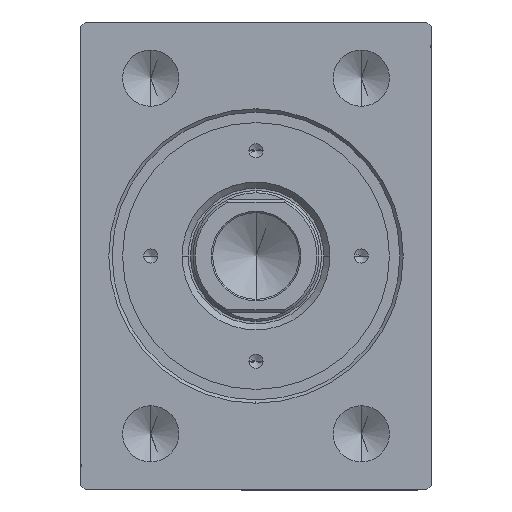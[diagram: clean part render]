
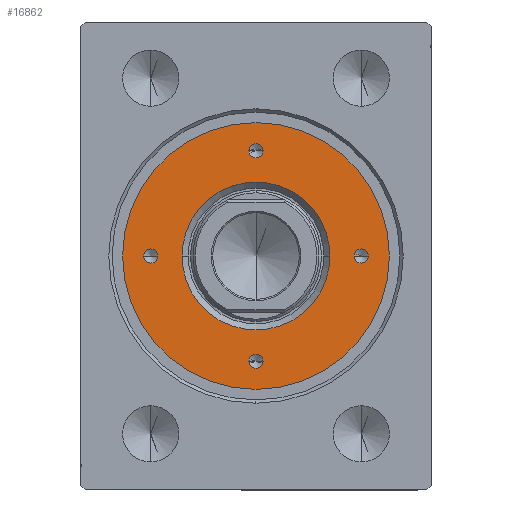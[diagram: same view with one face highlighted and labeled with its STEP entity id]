
A CAD part, left-side view. The second image highlights one B-rep face of the part: STEP entity #16862.
In plain terms, the highlighted face is planar.
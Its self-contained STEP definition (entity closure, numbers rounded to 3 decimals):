
#92 = CIRCLE ( 'NONE', #23516, 1.5 ) ;
#1588 = CARTESIAN_POINT ( 'NONE',  ( 0., 0., 10. ) ) ;
#1696 = ORIENTED_EDGE ( 'NONE', *, *, #8939, .T. ) ;
#1765 = AXIS2_PLACEMENT_3D ( 'NONE', #2195, #19098, #36007 ) ;
#1872 = DIRECTION ( 'NONE',  ( 1., 0., 0. ) ) ;
#2008 = DIRECTION ( 'NONE',  ( 1., 0., 0. ) ) ;
#2029 = VERTEX_POINT ( 'NONE', #5770 ) ;
#2195 = CARTESIAN_POINT ( 'NONE',  ( -22.5, 0., 10. ) ) ;
#3157 = CIRCLE ( 'NONE', #33706, 15.8 ) ;
#3616 = FACE_BOUND ( 'NONE', #29909, .T. ) ;
#4459 = VERTEX_POINT ( 'NONE', #25283 ) ;
#4785 = EDGE_LOOP ( 'NONE', ( #33125, #20218 ) ) ;
#5770 = CARTESIAN_POINT ( 'NONE',  ( -15.8, 0., 10. ) ) ;
#6063 = CARTESIAN_POINT ( 'NONE',  ( 0., 22.5, 10. ) ) ;
#6214 = DIRECTION ( 'NONE',  ( 1., 0., 0. ) ) ;
#6336 = ORIENTED_EDGE ( 'NONE', *, *, #17417, .F. ) ;
#6790 = DIRECTION ( 'NONE',  ( 1., 0., 0. ) ) ;
#6905 = AXIS2_PLACEMENT_3D ( 'NONE', #11293, #24420, #41997 ) ;
#7184 = FACE_BOUND ( 'NONE', #31511, .T. ) ;
#7286 = VERTEX_POINT ( 'NONE', #7758 ) ;
#7556 = EDGE_LOOP ( 'NONE', ( #6336, #19654 ) ) ;
#7615 = VERTEX_POINT ( 'NONE', #17271 ) ;
#7758 = CARTESIAN_POINT ( 'NONE',  ( 15.8, 0., 10. ) ) ;
#8569 = CARTESIAN_POINT ( 'NONE',  ( -1.5, 22.5, 10. ) ) ;
#8590 = DIRECTION ( 'NONE',  ( 1., 0., 0. ) ) ;
#8939 = EDGE_CURVE ( 'NONE', #23154, #14013, #23287, .T. ) ;
#9403 = DIRECTION ( 'NONE',  ( 1., 0., 0. ) ) ;
#10294 = FACE_OUTER_BOUND ( 'NONE', #29363, .T. ) ;
#10965 = CARTESIAN_POINT ( 'NONE',  ( 28.5, 0., 10. ) ) ;
#11293 = CARTESIAN_POINT ( 'NONE',  ( 0., -22.5, 10. ) ) ;
#11886 = CARTESIAN_POINT ( 'NONE',  ( -22.5, 0., 10. ) ) ;
#12244 = DIRECTION ( 'NONE',  ( 0., 0., -1. ) ) ;
#12301 = EDGE_CURVE ( 'NONE', #20958, #4459, #39718, .T. ) ;
#12865 = AXIS2_PLACEMENT_3D ( 'NONE', #36694, #33353, #6214 ) ;
#13253 = EDGE_CURVE ( 'NONE', #39879, #36645, #13486, .T. ) ;
#13486 = CIRCLE ( 'NONE', #24107, 1.5 ) ;
#13547 = AXIS2_PLACEMENT_3D ( 'NONE', #24350, #41492, #6790 ) ;
#13848 = FACE_BOUND ( 'NONE', #35839, .T. ) ;
#14013 = VERTEX_POINT ( 'NONE', #10965 ) ;
#14152 = AXIS2_PLACEMENT_3D ( 'NONE', #1588, #15153, #28719 ) ;
#14591 = CARTESIAN_POINT ( 'NONE',  ( 0., 0., 10. ) ) ;
#15153 = DIRECTION ( 'NONE',  ( 0., 0., 1. ) ) ;
#15332 = ORIENTED_EDGE ( 'NONE', *, *, #38462, .F. ) ;
#15995 = CARTESIAN_POINT ( 'NONE',  ( -24., 0., 10. ) ) ;
#16458 = EDGE_CURVE ( 'NONE', #7615, #32320, #33425, .T. ) ;
#16862 = ADVANCED_FACE ( 'NONE', ( #17623, #3616, #13848, #7184, #37658, #10294 ), #20748, .T. ) ;
#17005 = AXIS2_PLACEMENT_3D ( 'NONE', #11886, #35690, #1872 ) ;
#17189 = DIRECTION ( 'NONE',  ( 0., 0., 1. ) ) ;
#17271 = CARTESIAN_POINT ( 'NONE',  ( -1.5, -22.5, 10. ) ) ;
#17417 = EDGE_CURVE ( 'NONE', #4459, #20958, #21674, .T. ) ;
#17611 = ORIENTED_EDGE ( 'NONE', *, *, #31487, .F. ) ;
#17623 = FACE_BOUND ( 'NONE', #7556, .T. ) ;
#17929 = ORIENTED_EDGE ( 'NONE', *, *, #13253, .F. ) ;
#18194 = ORIENTED_EDGE ( 'NONE', *, *, #38116, .F. ) ;
#18379 = AXIS2_PLACEMENT_3D ( 'NONE', #6063, #33640, #19625 ) ;
#18531 = DIRECTION ( 'NONE',  ( 0., 0., 1. ) ) ;
#19098 = DIRECTION ( 'NONE',  ( 0., 0., 1. ) ) ;
#19335 = CIRCLE ( 'NONE', #35688, 28.5 ) ;
#19625 = DIRECTION ( 'NONE',  ( 1., 0., 0. ) ) ;
#19654 = ORIENTED_EDGE ( 'NONE', *, *, #12301, .F. ) ;
#20218 = ORIENTED_EDGE ( 'NONE', *, *, #26001, .T. ) ;
#20505 = CIRCLE ( 'NONE', #18379, 1.5 ) ;
#20748 = PLANE ( 'NONE',  #27739 ) ;
#20958 = VERTEX_POINT ( 'NONE', #15995 ) ;
#21075 = EDGE_CURVE ( 'NONE', #32320, #7615, #36016, .T. ) ;
#21399 = VERTEX_POINT ( 'NONE', #8569 ) ;
#21674 = CIRCLE ( 'NONE', #1765, 1.5 ) ;
#23154 = VERTEX_POINT ( 'NONE', #37719 ) ;
#23287 = CIRCLE ( 'NONE', #14152, 28.5 ) ;
#23516 = AXIS2_PLACEMENT_3D ( 'NONE', #25648, #18531, #26081 ) ;
#24107 = AXIS2_PLACEMENT_3D ( 'NONE', #42701, #28899, #32238 ) ;
#24350 = CARTESIAN_POINT ( 'NONE',  ( 0., -22.5, 10. ) ) ;
#24420 = DIRECTION ( 'NONE',  ( 0., 0., 1. ) ) ;
#24429 = AXIS2_PLACEMENT_3D ( 'NONE', #39882, #39442, #9403 ) ;
#25283 = CARTESIAN_POINT ( 'NONE',  ( -21., 0., 10. ) ) ;
#25648 = CARTESIAN_POINT ( 'NONE',  ( 0., 22.5, 10. ) ) ;
#25812 = EDGE_CURVE ( 'NONE', #7286, #2029, #43628, .T. ) ;
#26001 = EDGE_CURVE ( 'NONE', #2029, #7286, #3157, .T. ) ;
#26081 = DIRECTION ( 'NONE',  ( 1., 0., 0. ) ) ;
#26491 = CARTESIAN_POINT ( 'NONE',  ( 1.5, 22.5, 10. ) ) ;
#26982 = CARTESIAN_POINT ( 'NONE',  ( 0., 0., 10. ) ) ;
#27735 = ORIENTED_EDGE ( 'NONE', *, *, #21075, .F. ) ;
#27739 = AXIS2_PLACEMENT_3D ( 'NONE', #26982, #17189, #34309 ) ;
#28719 = DIRECTION ( 'NONE',  ( 1., 0., 0. ) ) ;
#28899 = DIRECTION ( 'NONE',  ( 0., 0., 1. ) ) ;
#29145 = CARTESIAN_POINT ( 'NONE',  ( 0., 0., 10. ) ) ;
#29363 = EDGE_LOOP ( 'NONE', ( #1696, #30337 ) ) ;
#29909 = EDGE_LOOP ( 'NONE', ( #17611, #15332 ) ) ;
#30337 = ORIENTED_EDGE ( 'NONE', *, *, #41071, .T. ) ;
#31487 = EDGE_CURVE ( 'NONE', #43067, #21399, #20505, .T. ) ;
#31511 = EDGE_LOOP ( 'NONE', ( #27735, #36811 ) ) ;
#32033 = CIRCLE ( 'NONE', #12865, 1.5 ) ;
#32238 = DIRECTION ( 'NONE',  ( 1., 0., 0. ) ) ;
#32320 = VERTEX_POINT ( 'NONE', #39913 ) ;
#33125 = ORIENTED_EDGE ( 'NONE', *, *, #25812, .T. ) ;
#33353 = DIRECTION ( 'NONE',  ( 0., 0., 1. ) ) ;
#33425 = CIRCLE ( 'NONE', #13547, 1.5 ) ;
#33640 = DIRECTION ( 'NONE',  ( 0., 0., 1. ) ) ;
#33706 = AXIS2_PLACEMENT_3D ( 'NONE', #29145, #12244, #2008 ) ;
#34309 = DIRECTION ( 'NONE',  ( 1., 0., 0. ) ) ;
#35688 = AXIS2_PLACEMENT_3D ( 'NONE', #14591, #42391, #8590 ) ;
#35690 = DIRECTION ( 'NONE',  ( 0., 0., 1. ) ) ;
#35839 = EDGE_LOOP ( 'NONE', ( #17929, #18194 ) ) ;
#36007 = DIRECTION ( 'NONE',  ( 1., 0., 0. ) ) ;
#36016 = CIRCLE ( 'NONE', #6905, 1.5 ) ;
#36237 = CARTESIAN_POINT ( 'NONE',  ( 21., 0., 10. ) ) ;
#36645 = VERTEX_POINT ( 'NONE', #36237 ) ;
#36694 = CARTESIAN_POINT ( 'NONE',  ( 22.5, 0., 10. ) ) ;
#36811 = ORIENTED_EDGE ( 'NONE', *, *, #16458, .F. ) ;
#37658 = FACE_BOUND ( 'NONE', #4785, .T. ) ;
#37719 = CARTESIAN_POINT ( 'NONE',  ( -28.5, 0., 10. ) ) ;
#38116 = EDGE_CURVE ( 'NONE', #36645, #39879, #32033, .T. ) ;
#38462 = EDGE_CURVE ( 'NONE', #21399, #43067, #92, .T. ) ;
#39442 = DIRECTION ( 'NONE',  ( 0., 0., -1. ) ) ;
#39718 = CIRCLE ( 'NONE', #17005, 1.5 ) ;
#39879 = VERTEX_POINT ( 'NONE', #43148 ) ;
#39882 = CARTESIAN_POINT ( 'NONE',  ( 0., 0., 10. ) ) ;
#39913 = CARTESIAN_POINT ( 'NONE',  ( 1.5, -22.5, 10. ) ) ;
#41071 = EDGE_CURVE ( 'NONE', #14013, #23154, #19335, .T. ) ;
#41492 = DIRECTION ( 'NONE',  ( 0., 0., 1. ) ) ;
#41997 = DIRECTION ( 'NONE',  ( 1., 0., 0. ) ) ;
#42391 = DIRECTION ( 'NONE',  ( 0., 0., 1. ) ) ;
#42701 = CARTESIAN_POINT ( 'NONE',  ( 22.5, 0., 10. ) ) ;
#43067 = VERTEX_POINT ( 'NONE', #26491 ) ;
#43148 = CARTESIAN_POINT ( 'NONE',  ( 24., 0., 10. ) ) ;
#43628 = CIRCLE ( 'NONE', #24429, 15.8 ) ;
